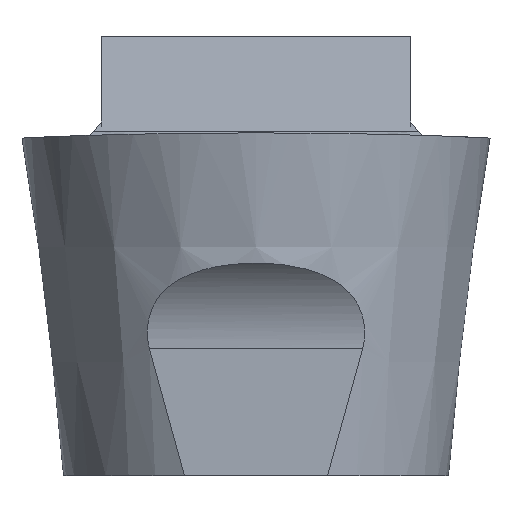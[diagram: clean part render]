
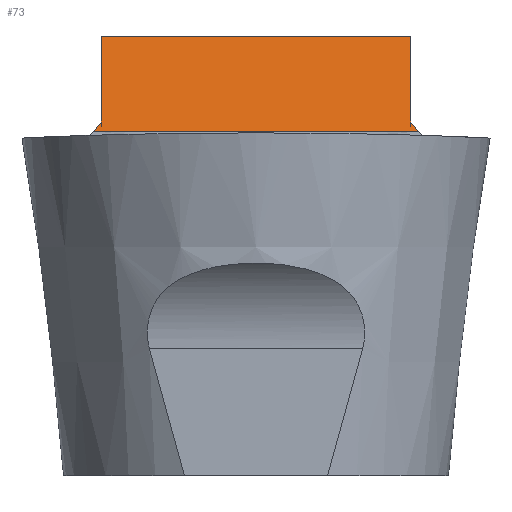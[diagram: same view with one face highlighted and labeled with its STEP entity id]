
A CAD part, front view. The second image highlights one B-rep face of the part: STEP entity #73.
In plain terms, the highlighted planar face has unit normal (0, -0.5, 0.866).
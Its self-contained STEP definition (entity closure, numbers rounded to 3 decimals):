
#73=ADVANCED_FACE('GEO_3D2C_SU7',(#115),#92,.F.);
#92=PLANE('',#626);
#115=FACE_OUTER_BOUND('',#143,.T.);
#143=EDGE_LOOP('',(#271,#272,#273,#274,#275,#276));
#271=ORIENTED_EDGE('',*,*,#426,.F.);
#272=ORIENTED_EDGE('',*,*,#377,.F.);
#273=ORIENTED_EDGE('',*,*,#368,.F.);
#274=ORIENTED_EDGE('',*,*,#424,.T.);
#275=ORIENTED_EDGE('',*,*,#364,.F.);
#276=ORIENTED_EDGE('',*,*,#372,.F.);
#308=VERTEX_POINT('',#828);
#312=VERTEX_POINT('',#836);
#316=VERTEX_POINT('',#845);
#317=VERTEX_POINT('',#847);
#320=VERTEX_POINT('',#863);
#324=VERTEX_POINT('',#877);
#364=EDGE_CURVE('',#312,#308,#442,.T.);
#368=EDGE_CURVE('',#316,#317,#446,.T.);
#372=EDGE_CURVE('',#320,#312,#449,.T.);
#377=EDGE_CURVE('',#317,#324,#453,.T.);
#424=EDGE_CURVE('',#316,#308,#470,.T.);
#426=EDGE_CURVE('',#324,#320,#472,.T.);
#442=LINE('',#837,#488);
#446=LINE('',#846,#492);
#449=LINE('',#864,#495);
#453=LINE('',#876,#499);
#470=LINE('',#1207,#516);
#472=LINE('',#1211,#518);
#488=VECTOR('',#640,1.);
#492=VECTOR('',#646,1.);
#495=VECTOR('',#651,1.);
#499=VECTOR('',#657,1.);
#516=VECTOR('',#700,1.);
#518=VECTOR('',#706,1.);
#626=AXIS2_PLACEMENT_3D('',#1279,#718,#719);
#640=DIRECTION('',(0.,0.866,0.5));
#646=DIRECTION('',(0.,-0.866,-0.5));
#651=DIRECTION('',(0.394,0.796,0.459));
#657=DIRECTION('',(0.394,-0.796,-0.459));
#700=DIRECTION('',(-1.,0.,0.));
#706=DIRECTION('',(-1.,0.,0.));
#718=DIRECTION('',(0.,0.5,-0.866));
#719=DIRECTION('',(0.,0.866,0.5));
#828=CARTESIAN_POINT('',(-2.1,-4.935,1.384));
#836=CARTESIAN_POINT('',(-2.1,-6.954,0.218));
#837=CARTESIAN_POINT('',(-2.1,-1.833,3.175));
#845=CARTESIAN_POINT('',(2.1,-4.935,1.384));
#846=CARTESIAN_POINT('',(2.1,-1.833,3.175));
#847=CARTESIAN_POINT('',(2.1,-6.954,0.218));
#863=CARTESIAN_POINT('',(-2.206,-7.169,0.094));
#864=CARTESIAN_POINT('',(-2.61,-7.984,-0.377));
#876=CARTESIAN_POINT('',(1.649,-6.044,0.743));
#877=CARTESIAN_POINT('',(2.206,-7.169,0.094));
#1207=CARTESIAN_POINT('',(0.,-4.935,1.384));
#1211=CARTESIAN_POINT('',(-21.825,-7.169,0.094));
#1279=CARTESIAN_POINT('',(-21.825,-7.169,0.094));
